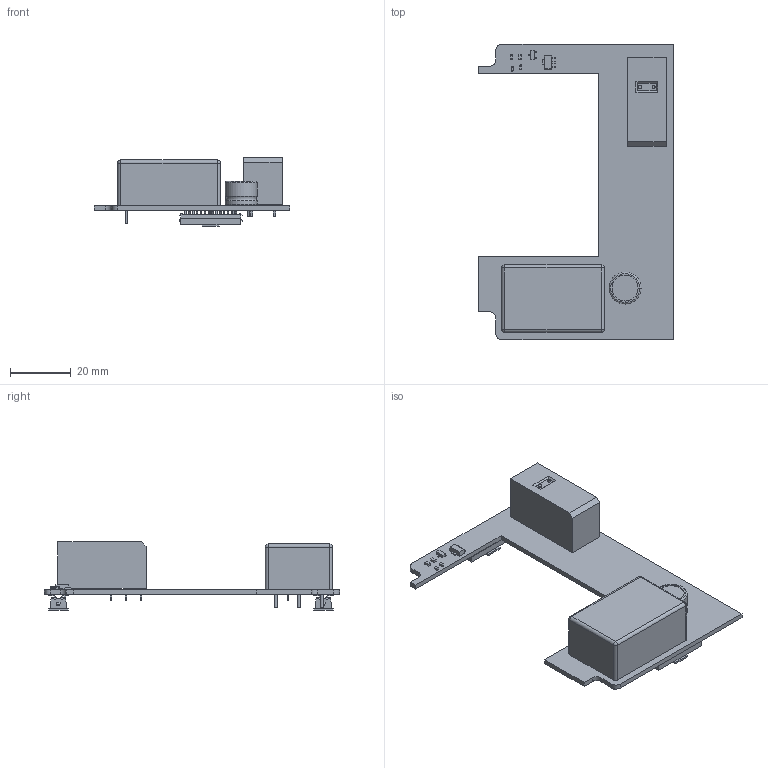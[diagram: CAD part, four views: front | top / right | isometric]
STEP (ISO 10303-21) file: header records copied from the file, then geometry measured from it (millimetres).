
FILE_DESCRIPTION(('Open CASCADE Model'),'2;1');
FILE_NAME('Open CASCADE Shape Model','2025-02-21T00:56:10',('Author'),( 'Open CASCADE'),'Open CASCADE STEP processor 7.5','Open CASCADE 7.5' ,'Unknown');
FILE_SCHEMA(('AUTOMOTIVE_DESIGN { 1 0 10303 214 1 1 1 1 }'));
Length unit declared in the file: millimetre
Products named in the file (25): PCB; Board; Open CASCADE STEP translator 7.5 4.1.1; P2; 690357281476; Pin; Pick Pad; P1; IC2; PWS_MEANWELL_IRM-02; IC1; ANALOG-DEVICES_SOT-89(RK-3); C3; CAPC1608X87N; C2; C1; CAPPR500-1050X800; T9; SOT95P240X110-3N; RL2; REL_OMRON_G2RL-24; D6; SODFL1608X65N; D5
Assembly tree (40 placements, depth 4):
  PCB
    Board
      Open CASCADE STEP translator 7.5 4.1.1
    P2
      690357281476
        Pin  x14
        Pick Pad
        690357281476
    P1
      690357281476
        Pin  x14
        Pick Pad
        690357281476
    IC2
      PWS_MEANWELL_IRM-02
    IC1
      ANALOG-DEVICES_SOT-89(RK-3)
    C3
      CAPC1608X87N
    C2
      CAPC1608X87N
    C1
      CAPPR500-1050X800
    T9
      SOT95P240X110-3N
    RL2
      REL_OMRON_G2RL-24
    D6
      SODFL1608X65N
    D5
      SODFL1608X65N
Bounding box: 64.3 x 97 x 22.46 mm (x, y, z)
Volume: 23988.7 mm3; surface area: 16029.1 mm2
Topology: 75 solids, 75 shells, 1812 faces, 4769 edges, 3106 vertices
Faces by surface type: plane 1296, cylinder 456, bspline 34, sphere 20, torus 6
Full cylindrical faces by diameter (mm): 0.8 x2, 0.9 x8, 1.3 x8
Entity records: 21402 total; most frequent: CARTESIAN_POINT 3650, ORIENTED_EDGE 3130, DIRECTION 3109, EDGE_CURVE 1565, LINE 1275, VECTOR 1275, VERTEX_POINT 1026, AXIS2_PLACEMENT_3D 917
